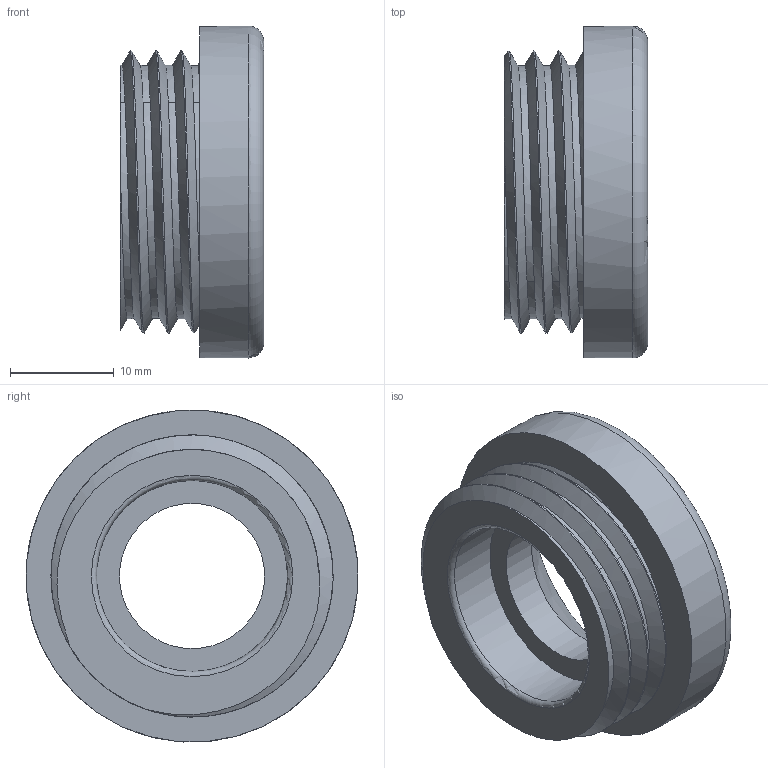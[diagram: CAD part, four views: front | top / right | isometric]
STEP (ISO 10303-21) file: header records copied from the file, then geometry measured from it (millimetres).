
FILE_DESCRIPTION(/* description */ (''),/* implementation_level */ '2;1');
FILE_NAME(/* name */ 'Virole moteur.step',/* time_stamp */ '2023-11-02T19:23:33+01:00',/* author */ (''),/* organization */ (''),/* preprocessor_version */ 'ST-DEVELOPER v20',/* originating_system */ 'Autodesk Translation Framework v12.14.0.127',/* authorisation */ '');
FILE_SCHEMA (('AUTOMOTIVE_DESIGN { 1 0 10303 214 3 1 1 }'));
Length unit declared in the file: metre
Products named in the file (1): Empennage
Bounding box: 13.81 x 31.97 x 31.98 mm (x, y, z)
Volume: 5410.1 mm3; surface area: 3448.5 mm2
Topology: 1 solids, 1 shells, 21 faces, 51 edges, 34 vertices
Faces by surface type: cylinder 12, plane 4, torus 2, bspline 2, cone 1
Full cylindrical faces by diameter (mm): 14 x1, 18.4 x1, 24.4 x3, 27.179 x2, 32 x1
Entity records: 2984 total; most frequent: CARTESIAN_POINT 2468, ORIENTED_EDGE 102, DIRECTION 91, EDGE_CURVE 51, AXIS2_PLACEMENT_3D 40, VERTEX_POINT 34, EDGE_LOOP 25, FACE_OUTER_BOUND 21
